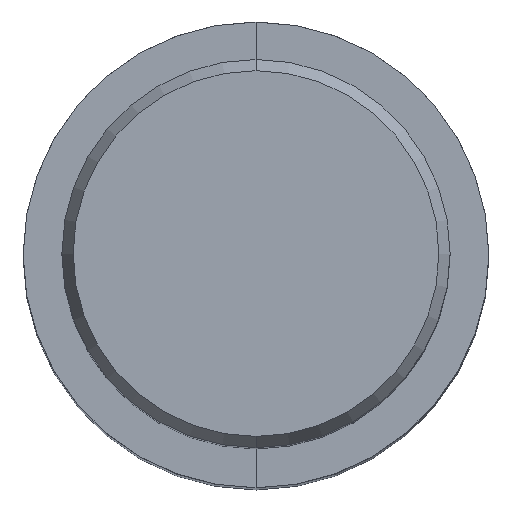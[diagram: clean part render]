
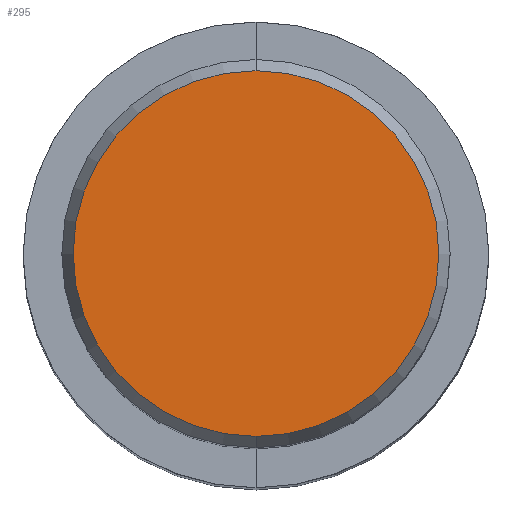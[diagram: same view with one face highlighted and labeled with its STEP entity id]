
A CAD part, top view. The second image highlights one B-rep face of the part: STEP entity #295.
In plain terms, the highlighted planar face has unit normal (0, 0, 1).
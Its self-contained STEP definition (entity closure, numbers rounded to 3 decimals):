
#217=VERTEX_POINT('',#436);
#247=VERTEX_POINT('',#468);
#275=EDGE_CURVE('',#247,#217,#501,.T.);
#283=EDGE_CURVE('',#217,#247,#509,.T.);
#295=ADVANCED_FACE('',(#522),#523,.T.);
#436=CARTESIAN_POINT('',(0.0,14.958,0.01));
#468=CARTESIAN_POINT('',(0.,-14.958,0.01));
#501=CIRCLE('',#765,14.958);
#509=CIRCLE('',#778,14.958);
#522=FACE_OUTER_BOUND('',#793,.T.);
#523=PLANE('',#794);
#765=AXIS2_PLACEMENT_3D('',#1029,#1030,#1031);
#778=AXIS2_PLACEMENT_3D('',#1039,#1040,#1041);
#793=EDGE_LOOP('',(#1057,#1058));
#794=AXIS2_PLACEMENT_3D('',#1059,#1060,#1061);
#1029=CARTESIAN_POINT('',(0.0,0.0,0.01));
#1030=DIRECTION('',(0.0,0.0,-1.0));
#1031=DIRECTION('',(0.0,1.0,0.0));
#1039=CARTESIAN_POINT('',(0.0,0.0,0.01));
#1040=DIRECTION('',(0.0,0.0,-1.0));
#1041=DIRECTION('',(0.0,1.0,0.0));
#1057=ORIENTED_EDGE('',*,*,#283,.F.);
#1058=ORIENTED_EDGE('',*,*,#275,.F.);
#1059=CARTESIAN_POINT('',(0.0,7.479,0.01));
#1060=DIRECTION('',(-0.0,0.0,1.0));
#1061=DIRECTION('',(0.0,-1.0,0.0));
